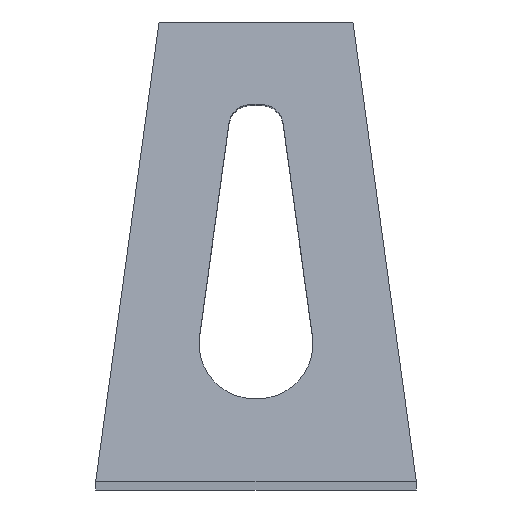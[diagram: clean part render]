
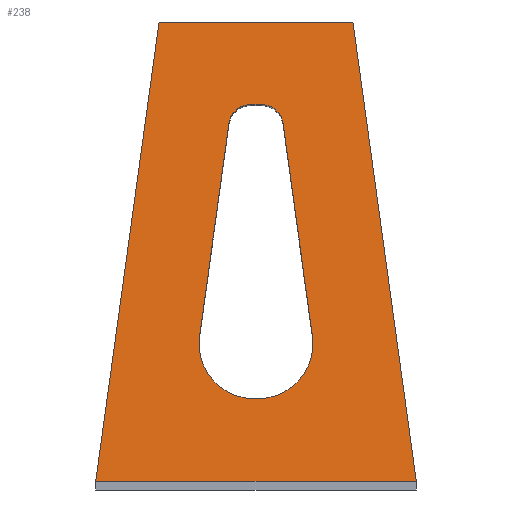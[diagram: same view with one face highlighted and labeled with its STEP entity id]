
A CAD part, left-side view. The second image highlights one B-rep face of the part: STEP entity #238.
In plain terms, the highlighted planar face has unit normal (-0.992, 0, 0.124).
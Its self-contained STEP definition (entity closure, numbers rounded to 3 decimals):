
#24 = VERTEX_POINT ( 'NONE', #651 ) ;
#30 = DIRECTION ( 'NONE',  ( -0.123, 0.136, -0.983 ) ) ;
#44 = EDGE_CURVE ( 'NONE', #55, #1796, #1427, .T. ) ;
#55 = VERTEX_POINT ( 'NONE', #508 ) ;
#63 = DIRECTION ( 'NONE',  ( 0., 1., 0. ) ) ;
#72 = ORIENTED_EDGE ( 'NONE', *, *, #1663, .F. ) ;
#85 = EDGE_CURVE ( 'NONE', #1481, #1855, #1418, .T. ) ;
#97 = ORIENTED_EDGE ( 'NONE', *, *, #1529, .F. ) ;
#174 = VERTEX_POINT ( 'NONE', #645 ) ;
#204 = DIRECTION ( 'NONE',  ( 0.992, 0., -0.124 ) ) ;
#220 = VECTOR ( 'NONE', #712, 1000. ) ;
#238 = ADVANCED_FACE ( 'NONE', ( #1322, #1297 ), #1511, .F. ) ;
#251 = LINE ( 'NONE', #1309, #356 ) ;
#254 = VECTOR ( 'NONE', #1726, 1000. ) ;
#262 = ORIENTED_EDGE ( 'NONE', *, *, #1094, .F. ) ;
#266 = DIRECTION ( 'NONE',  ( -0.992, 0., 0.124 ) ) ;
#271 = DIRECTION ( 'NONE',  ( -0.992, 0., 0.124 ) ) ;
#296 = ORIENTED_EDGE ( 'NONE', *, *, #1570, .T. ) ;
#302 = LINE ( 'NONE', #881, #254 ) ;
#327 = AXIS2_PLACEMENT_3D ( 'NONE', #1151, #271, #1291 ) ;
#335 = CARTESIAN_POINT ( 'NONE',  ( -24.611, 10.183, -55.129 ) ) ;
#345 = CIRCLE ( 'NONE', #1703, 10. ) ;
#355 = LINE ( 'NONE', #928, #893 ) ;
#356 = VECTOR ( 'NONE', #1589, 1000. ) ;
#369 = CARTESIAN_POINT ( 'NONE',  ( -19.796, 4.886, -16.727 ) ) ;
#400 = CARTESIAN_POINT ( 'NONE',  ( -19.864, -0.923, -17.265 ) ) ;
#405 = CARTESIAN_POINT ( 'NONE',  ( -19.366, -0.923, -13.296 ) ) ;
#449 = VECTOR ( 'NONE', #63, 1000. ) ;
#462 = LINE ( 'NONE', #1404, #449 ) ;
#482 = CARTESIAN_POINT ( 'NONE',  ( -27.889, 28.931, -81.28 ) ) ;
#503 = ORIENTED_EDGE ( 'NONE', *, *, #510, .F. ) ;
#507 = CARTESIAN_POINT ( 'NONE',  ( -27.889, -28.931, -81.28 ) ) ;
#508 = CARTESIAN_POINT ( 'NONE',  ( -17.5, 17.5, 1.587 ) ) ;
#510 = EDGE_CURVE ( 'NONE', #580, #174, #1122, .T. ) ;
#515 = ORIENTED_EDGE ( 'NONE', *, *, #672, .F. ) ;
#536 = VECTOR ( 'NONE', #673, 1000. ) ;
#553 = DIRECTION ( 'NONE',  ( -0.124, 0., -0.992 ) ) ;
#569 = VECTOR ( 'NONE', #1452, 1000. ) ;
#580 = VERTEX_POINT ( 'NONE', #1482 ) ;
#587 = LINE ( 'NONE', #369, #536 ) ;
#645 = CARTESIAN_POINT ( 'NONE',  ( -24.611, -10.183, -55.129 ) ) ;
#651 = CARTESIAN_POINT ( 'NONE',  ( -17.5, -17.5, 1.588 ) ) ;
#670 = CARTESIAN_POINT ( 'NONE',  ( -24.779, -0.276, -56.474 ) ) ;
#672 = EDGE_CURVE ( 'NONE', #876, #1194, #345, .T. ) ;
#673 = DIRECTION ( 'NONE',  ( -0.123, 0.136, -0.983 ) ) ;
#693 = EDGE_LOOP ( 'NONE', ( #1477, #503, #72, #515, #97, #1592, #708, #262 ) ) ;
#708 = ORIENTED_EDGE ( 'NONE', *, *, #85, .F. ) ;
#712 = DIRECTION ( 'NONE',  ( 0., 1., 0. ) ) ;
#725 = CIRCLE ( 'NONE', #327, 4. ) ;
#794 = CIRCLE ( 'NONE', #1337, 4. ) ;
#810 = CARTESIAN_POINT ( 'NONE',  ( -17.425, 0., 2.185 ) ) ;
#821 = DIRECTION ( 'NONE',  ( 0.124, 0., 0.992 ) ) ;
#836 = LINE ( 'NONE', #1303, #569 ) ;
#876 = VERTEX_POINT ( 'NONE', #335 ) ;
#881 = CARTESIAN_POINT ( 'NONE',  ( -26.023, 0.276, -66.397 ) ) ;
#887 = ORIENTED_EDGE ( 'NONE', *, *, #44, .T. ) ;
#893 = VECTOR ( 'NONE', #1349, 1000. ) ;
#928 = CARTESIAN_POINT ( 'NONE',  ( -27.889, -28.931, -81.28 ) ) ;
#969 = EDGE_CURVE ( 'NONE', #1796, #1902, #836, .T. ) ;
#1071 = CARTESIAN_POINT ( 'NONE',  ( -19.366, 0.923, -13.296 ) ) ;
#1085 = CARTESIAN_POINT ( 'NONE',  ( -17.5, 17.5, 1.587 ) ) ;
#1094 = EDGE_CURVE ( 'NONE', #1616, #1481, #794, .T. ) ;
#1122 = CIRCLE ( 'NONE', #1890, 10. ) ;
#1147 = CARTESIAN_POINT ( 'NONE',  ( -24.779, 0.276, -56.474 ) ) ;
#1151 = CARTESIAN_POINT ( 'NONE',  ( -19.864, 0.923, -17.265 ) ) ;
#1194 = VERTEX_POINT ( 'NONE', #1851 ) ;
#1212 = CARTESIAN_POINT ( 'NONE',  ( -19.796, 4.886, -16.727 ) ) ;
#1221 = EDGE_CURVE ( 'NONE', #1855, #1839, #725, .T. ) ;
#1235 = DIRECTION ( 'NONE',  ( -0.124, 0., -0.992 ) ) ;
#1289 = DIRECTION ( 'NONE',  ( -0.124, 0., -0.992 ) ) ;
#1291 = DIRECTION ( 'NONE',  ( 0.124, 0., 0.992 ) ) ;
#1297 = FACE_OUTER_BOUND ( 'NONE', #1825, .T. ) ;
#1303 = CARTESIAN_POINT ( 'NONE',  ( -27.889, 28.931, -81.28 ) ) ;
#1309 = CARTESIAN_POINT ( 'NONE',  ( -24.611, -10.183, -55.129 ) ) ;
#1322 = FACE_BOUND ( 'NONE', #693, .T. ) ;
#1337 = AXIS2_PLACEMENT_3D ( 'NONE', #400, #1413, #553 ) ;
#1349 = DIRECTION ( 'NONE',  ( 0.123, 0.136, 0.983 ) ) ;
#1404 = CARTESIAN_POINT ( 'NONE',  ( -17.5, 0., 1.587 ) ) ;
#1413 = DIRECTION ( 'NONE',  ( -0.992, 0., 0.124 ) ) ;
#1418 = LINE ( 'NONE', #405, #220 ) ;
#1427 = LINE ( 'NONE', #1085, #1447 ) ;
#1447 = VECTOR ( 'NONE', #30, 1000. ) ;
#1452 = DIRECTION ( 'NONE',  ( 0., -1., 0. ) ) ;
#1477 = ORIENTED_EDGE ( 'NONE', *, *, #1694, .F. ) ;
#1481 = VERTEX_POINT ( 'NONE', #1523 ) ;
#1482 = CARTESIAN_POINT ( 'NONE',  ( -26.023, -0.276, -66.397 ) ) ;
#1511 = PLANE ( 'NONE',  #1634 ) ;
#1523 = CARTESIAN_POINT ( 'NONE',  ( -19.366, -0.923, -13.296 ) ) ;
#1529 = EDGE_CURVE ( 'NONE', #1839, #876, #587, .T. ) ;
#1570 = EDGE_CURVE ( 'NONE', #24, #55, #462, .T. ) ;
#1589 = DIRECTION ( 'NONE',  ( 0.123, 0.136, 0.983 ) ) ;
#1592 = ORIENTED_EDGE ( 'NONE', *, *, #1221, .F. ) ;
#1616 = VERTEX_POINT ( 'NONE', #1822 ) ;
#1634 = AXIS2_PLACEMENT_3D ( 'NONE', #810, #204, #1235 ) ;
#1663 = EDGE_CURVE ( 'NONE', #1194, #580, #302, .T. ) ;
#1664 = ORIENTED_EDGE ( 'NONE', *, *, #969, .T. ) ;
#1666 = DIRECTION ( 'NONE',  ( -0.992, 0., 0.124 ) ) ;
#1694 = EDGE_CURVE ( 'NONE', #174, #1616, #251, .T. ) ;
#1703 = AXIS2_PLACEMENT_3D ( 'NONE', #1147, #266, #1289 ) ;
#1726 = DIRECTION ( 'NONE',  ( 0., -1., 0. ) ) ;
#1776 = ORIENTED_EDGE ( 'NONE', *, *, #1813, .T. ) ;
#1796 = VERTEX_POINT ( 'NONE', #482 ) ;
#1813 = EDGE_CURVE ( 'NONE', #1902, #24, #355, .T. ) ;
#1822 = CARTESIAN_POINT ( 'NONE',  ( -19.796, -4.886, -16.727 ) ) ;
#1825 = EDGE_LOOP ( 'NONE', ( #296, #887, #1664, #1776 ) ) ;
#1839 = VERTEX_POINT ( 'NONE', #1212 ) ;
#1851 = CARTESIAN_POINT ( 'NONE',  ( -26.023, 0.276, -66.397 ) ) ;
#1855 = VERTEX_POINT ( 'NONE', #1071 ) ;
#1890 = AXIS2_PLACEMENT_3D ( 'NONE', #670, #1666, #821 ) ;
#1902 = VERTEX_POINT ( 'NONE', #507 ) ;
